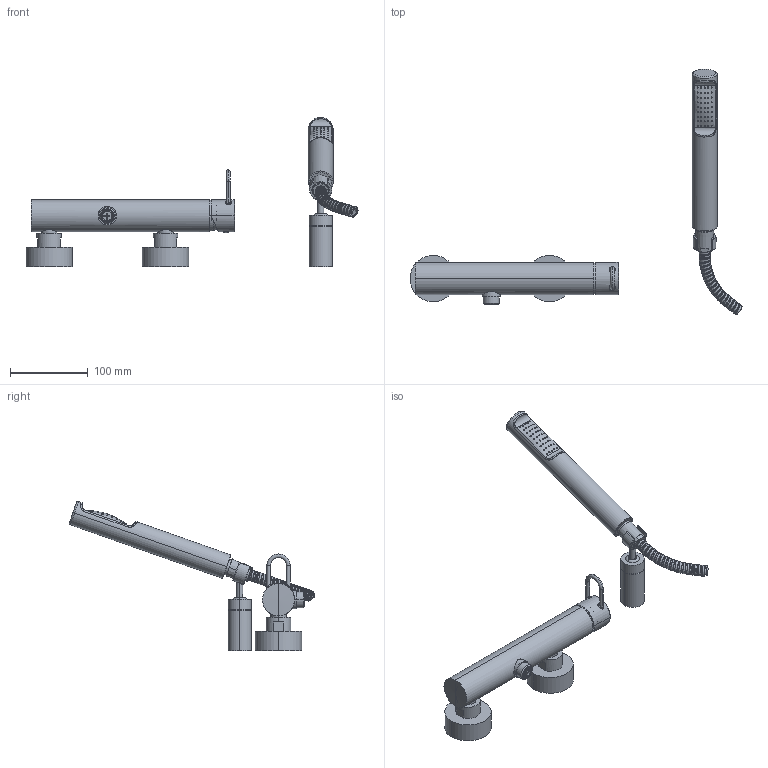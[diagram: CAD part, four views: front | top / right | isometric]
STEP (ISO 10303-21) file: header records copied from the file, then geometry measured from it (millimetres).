
FILE_DESCRIPTION((''),'2;1');
FILE_NAME('JK168DCR','2021-02-02T13:16:55',('ut3'),('PAFFONI SpA'),'CREO PARAMETRIC BY PTC INC, 2020044','CREO PARAMETRIC BY PTC INC, 2020044','');
FILE_SCHEMA(('CONFIG_CONTROL_DESIGN','SHAPE_APPEARANCE_LAYERS_GROUPS'));
Length unit declared in the file: millimetre
Products named in the file (1): JK168DCR
Bounding box: 427.94 x 316.35 x 192.55 mm (x, y, z)
Volume: 468768.7 mm3; surface area: 185223.2 mm2
Topology: 3 solids, 3 shells, 1496 faces, 3966 edges, 2500 vertices
Faces by surface type: plane 724, cylinder 479, torus 120, cone 86, bspline 65, sphere 22
Entity records: 98877 total; most frequent: CARTESIAN_POINT 46572, ORIENTED_EDGE 7884, DIRECTION 7490, EDGE_CURVE 3942, AXIS2_PLACEMENT_3D 2744, VERTEX_POINT 2499, FILL_AREA_STYLE_COLOUR 2475, FILL_AREA_STYLE 2475
